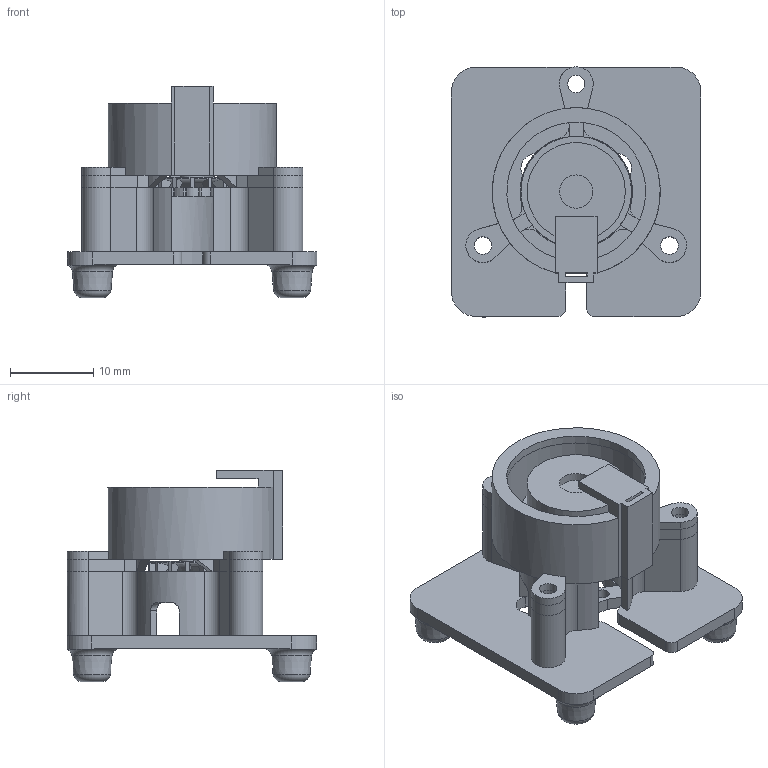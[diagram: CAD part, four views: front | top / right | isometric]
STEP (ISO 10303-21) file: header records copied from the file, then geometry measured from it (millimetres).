
FILE_DESCRIPTION(/* description */ ('STEP AP242','CAx-IF Rec.Pracs.---Representation and Presentation of Product Manufacturing Information (PMI)---4.0---2014-10-13','CAx-IF Rec.Pracs.---3D Tessellated Geometry---0.4---2014-09-14','2;1'),/* implementation_level */ '2;1');
FILE_NAME(/* name */ '66d2589b715ac2067dd84635',/* time_stamp */ '2024-08-30T23:41:17Z',/* author */ (''),/* organization */ (''),/* preprocessor_version */ 'ST-DEVELOPER v20',/* originating_system */ ' ',/* authorisation */ ' ');
FILE_SCHEMA (('AP242_MANAGED_MODEL_BASED_3D_ENGINEERING_MIM_LF { 1 0 10303 442 1 1 4 }'));
Length unit declared in the file: metre
Products named in the file (7): top bearing holder; 2nd stage output; 2nd stage sun; compound planet; base gearbox plate; motor mount; center shaft bottom
Bounding box: 30.06 x 30.06 x 25.4 mm (x, y, z)
Volume: 3632.6 mm3; surface area: 6601.5 mm2
Topology: 7 solids, 7 shells, 1217 faces, 3550 edges, 2351 vertices
Faces by surface type: cylinder 601, bspline 411, plane 193, torus 8, cone 4
Full cylindrical faces by diameter (mm): 1.04 x4, 1.1 x1, 1.6 x3, 1.84 x1, 2.1 x9, 3 x1, 3.1 x1, 3.46 x2, 4 x1, 4.5 x1, 10.5 x1, 11.8 x1, 13.3 x2
Entity records: 44404 total; most frequent: CARTESIAN_POINT 14248, ORIENTED_EDGE 6984, DIRECTION 5374, EDGE_CURVE 3492, VERTEX_POINT 2334, AXIS2_PLACEMENT_3D 2124, EDGE_LOOP 1308, FACE_BOUND 1308
